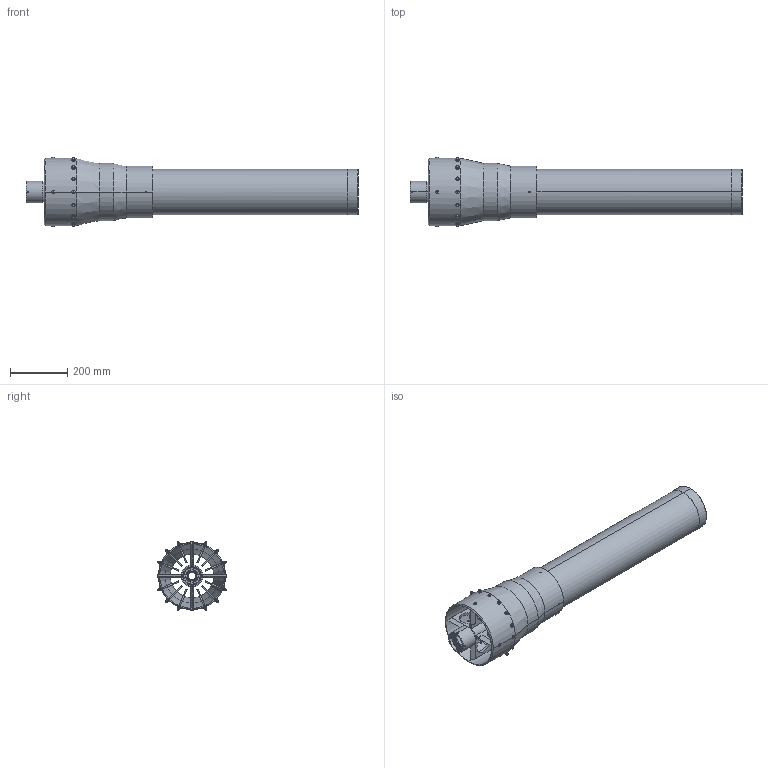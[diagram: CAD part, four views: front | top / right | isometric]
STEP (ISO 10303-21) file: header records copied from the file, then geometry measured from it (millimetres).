
FILE_DESCRIPTION((''),'2;1');
FILE_NAME('07300001_00','2016-04-12T',('sobri'),(''),'CREO PARAMETRIC BY PTC INC, 2015290','CREO PARAMETRIC BY PTC INC, 2015290','');
FILE_SCHEMA(('CONFIG_CONTROL_DESIGN'));
Length unit declared in the file: inch
Products named in the file (1): 07300001_00
Bounding box: 1161.87 x 243.11 x 243.11 mm (x, y, z)
Surface area: 1396645.4 mm2 (no closed solid volume)
Topology: 0 solids, 75 shells, 456 faces, 2052 edges, 1619 vertices
Faces by surface type: plane 165, cylinder 113, cone 94, sphere 32, torus 28, bspline 24
Entity records: 26896 total; most frequent: CARTESIAN_POINT 11193, DIRECTION 3175, ORIENTED_EDGE 2836, EDGE_CURVE 2028, VERTEX_POINT 1619, AXIS2_PLACEMENT_3D 1250, CIRCLE 818, VECTOR 675
